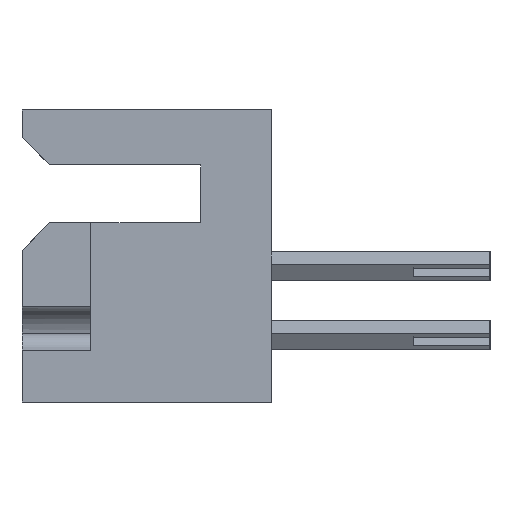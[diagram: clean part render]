
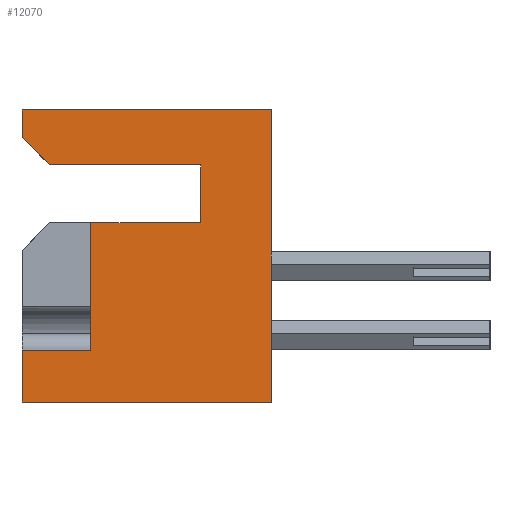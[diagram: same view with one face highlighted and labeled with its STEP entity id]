
A CAD part, left-side view. The second image highlights one B-rep face of the part: STEP entity #12070.
In plain terms, the highlighted planar face has unit normal (-1, 0, 0).
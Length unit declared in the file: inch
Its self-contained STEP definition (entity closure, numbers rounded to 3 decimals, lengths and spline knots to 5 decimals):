
#157 = LINE ( 'NONE', #7683, #3950 ) ;
#185 = CARTESIAN_POINT ( 'NONE',  ( 0., 0.453, -0.531 ) ) ;
#298 = EDGE_CURVE ( 'NONE', #10823, #3122, #14371, .T. ) ;
#447 = VECTOR ( 'NONE', #1011, 39.37008 ) ;
#585 = ORIENTED_EDGE ( 'NONE', *, *, #2852, .F. ) ;
#1011 = DIRECTION ( 'NONE',  ( 0., -0.707, -0.707 ) ) ;
#1038 = LINE ( 'NONE', #14912, #447 ) ;
#1257 = EDGE_CURVE ( 'NONE', #6778, #8420, #13371, .T. ) ;
#1464 = ORIENTED_EDGE ( 'NONE', *, *, #9131, .F. ) ;
#1747 = LINE ( 'NONE', #6540, #11431 ) ;
#1796 = VERTEX_POINT ( 'NONE', #4853 ) ;
#1862 = LINE ( 'NONE', #11428, #5040 ) ;
#2104 = CARTESIAN_POINT ( 'NONE',  ( 0., 0., 0. ) ) ;
#2768 = DIRECTION ( 'NONE',  ( 0., -1., 0. ) ) ;
#2769 = DIRECTION ( 'NONE',  ( 0., 1., 0. ) ) ;
#2852 = EDGE_CURVE ( 'NONE', #6778, #1796, #13883, .T. ) ;
#3122 = VERTEX_POINT ( 'NONE', #3712 ) ;
#3137 = VERTEX_POINT ( 'NONE', #3871 ) ;
#3405 = VECTOR ( 'NONE', #11879, 39.37008 ) ;
#3712 = CARTESIAN_POINT ( 'NONE',  ( 0., 0.128, -0.1 ) ) ;
#3871 = CARTESIAN_POINT ( 'NONE',  ( 0., 0.453, -0.05 ) ) ;
#3950 = VECTOR ( 'NONE', #2768, 39.37008 ) ;
#3956 = PLANE ( 'NONE',  #5078 ) ;
#4035 = VERTEX_POINT ( 'NONE', #11213 ) ;
#4076 = ORIENTED_EDGE ( 'NONE', *, *, #5855, .T. ) ;
#4354 = CARTESIAN_POINT ( 'NONE',  ( 0., 0.453, -0.531 ) ) ;
#4666 = DIRECTION ( 'NONE',  ( 0., 0., 1. ) ) ;
#4853 = CARTESIAN_POINT ( 'NONE',  ( 0., 0.453, -0.437 ) ) ;
#5040 = VECTOR ( 'NONE', #2769, 39.37008 ) ;
#5078 = AXIS2_PLACEMENT_3D ( 'NONE', #10274, #6547, #11556 ) ;
#5151 = CARTESIAN_POINT ( 'NONE',  ( 0., 0.128, -0.205 ) ) ;
#5227 = ORIENTED_EDGE ( 'NONE', *, *, #6385, .F. ) ;
#5294 = VECTOR ( 'NONE', #15176, 39.37008 ) ;
#5295 = VECTOR ( 'NONE', #12663, 39.37008 ) ;
#5388 = DIRECTION ( 'NONE',  ( 0., 1., 0. ) ) ;
#5855 = EDGE_CURVE ( 'NONE', #10823, #7800, #12620, .T. ) ;
#5993 = ORIENTED_EDGE ( 'NONE', *, *, #16246, .T. ) ;
#6286 = VECTOR ( 'NONE', #4666, 39.37008 ) ;
#6385 = EDGE_CURVE ( 'NONE', #4035, #7800, #16318, .T. ) ;
#6540 = CARTESIAN_POINT ( 'NONE',  ( 0., 0.453, 0. ) ) ;
#6547 = DIRECTION ( 'NONE',  ( 1., 0., 0. ) ) ;
#6778 = VERTEX_POINT ( 'NONE', #185 ) ;
#7557 = EDGE_CURVE ( 'NONE', #3137, #11759, #1038, .T. ) ;
#7683 = CARTESIAN_POINT ( 'NONE',  ( 0., 0.453, 0. ) ) ;
#7800 = VERTEX_POINT ( 'NONE', #11796 ) ;
#7905 = ORIENTED_EDGE ( 'NONE', *, *, #298, .F. ) ;
#8420 = VERTEX_POINT ( 'NONE', #8851 ) ;
#8851 = CARTESIAN_POINT ( 'NONE',  ( 0., 0., -0.531 ) ) ;
#9054 = CARTESIAN_POINT ( 'NONE',  ( 0., 0.328, -0.437 ) ) ;
#9131 = EDGE_CURVE ( 'NONE', #3122, #11759, #1862, .T. ) ;
#9157 = ORIENTED_EDGE ( 'NONE', *, *, #10271, .T. ) ;
#9557 = VECTOR ( 'NONE', #12010, 39.37008 ) ;
#9575 = VECTOR ( 'NONE', #13345, 39.37008 ) ;
#9729 = ORIENTED_EDGE ( 'NONE', *, *, #12705, .F. ) ;
#10271 = EDGE_CURVE ( 'NONE', #4035, #1796, #10301, .T. ) ;
#10274 = CARTESIAN_POINT ( 'NONE',  ( 0., 0.453, 0. ) ) ;
#10301 = LINE ( 'NONE', #9054, #12734 ) ;
#10823 = VERTEX_POINT ( 'NONE', #5151 ) ;
#11213 = CARTESIAN_POINT ( 'NONE',  ( 0., 0.328, -0.437 ) ) ;
#11299 = VERTEX_POINT ( 'NONE', #14745 ) ;
#11338 = CARTESIAN_POINT ( 'NONE',  ( 0., 0.128, -0.1 ) ) ;
#11341 = CARTESIAN_POINT ( 'NONE',  ( 0., 0.128, -0.205 ) ) ;
#11428 = CARTESIAN_POINT ( 'NONE',  ( 0., 0.128, -0.1 ) ) ;
#11431 = VECTOR ( 'NONE', #15375, 39.37008 ) ;
#11495 = ORIENTED_EDGE ( 'NONE', *, *, #1257, .T. ) ;
#11556 = DIRECTION ( 'NONE',  ( 0., 0., -1. ) ) ;
#11734 = ORIENTED_EDGE ( 'NONE', *, *, #15005, .F. ) ;
#11759 = VERTEX_POINT ( 'NONE', #13163 ) ;
#11796 = CARTESIAN_POINT ( 'NONE',  ( 0., 0.328, -0.205 ) ) ;
#11879 = DIRECTION ( 'NONE',  ( 0., 0., 1. ) ) ;
#11930 = CARTESIAN_POINT ( 'NONE',  ( 0., 0.453, 0. ) ) ;
#12010 = DIRECTION ( 'NONE',  ( 0., -1., 0. ) ) ;
#12070 = ADVANCED_FACE ( 'NONE', ( #12918 ), #3956, .F. ) ;
#12558 = VERTEX_POINT ( 'NONE', #16072 ) ;
#12620 = LINE ( 'NONE', #11341, #5294 ) ;
#12663 = DIRECTION ( 'NONE',  ( 0., 0., 1. ) ) ;
#12705 = EDGE_CURVE ( 'NONE', #11299, #12558, #157, .T. ) ;
#12734 = VECTOR ( 'NONE', #5388, 39.37008 ) ;
#12918 = FACE_OUTER_BOUND ( 'NONE', #13493, .T. ) ;
#13163 = CARTESIAN_POINT ( 'NONE',  ( 0., 0.403, -0.1 ) ) ;
#13345 = DIRECTION ( 'NONE',  ( 0., 0., 1. ) ) ;
#13371 = LINE ( 'NONE', #4354, #9557 ) ;
#13493 = EDGE_LOOP ( 'NONE', ( #9157, #585, #11495, #5993, #9729, #11734, #13703, #1464, #7905, #4076, #5227 ) ) ;
#13703 = ORIENTED_EDGE ( 'NONE', *, *, #7557, .T. ) ;
#13883 = LINE ( 'NONE', #11930, #3405 ) ;
#14371 = LINE ( 'NONE', #11338, #5295 ) ;
#14439 = CARTESIAN_POINT ( 'NONE',  ( 0., 0.328, -0.205 ) ) ;
#14745 = CARTESIAN_POINT ( 'NONE',  ( 0., 0.453, 0. ) ) ;
#14912 = CARTESIAN_POINT ( 'NONE',  ( 0., 0.403, -0.1 ) ) ;
#15005 = EDGE_CURVE ( 'NONE', #3137, #11299, #1747, .T. ) ;
#15176 = DIRECTION ( 'NONE',  ( 0., 1., 0. ) ) ;
#15375 = DIRECTION ( 'NONE',  ( 0., 0., 1. ) ) ;
#16072 = CARTESIAN_POINT ( 'NONE',  ( 0., 0., 0. ) ) ;
#16246 = EDGE_CURVE ( 'NONE', #8420, #12558, #16335, .T. ) ;
#16318 = LINE ( 'NONE', #14439, #9575 ) ;
#16335 = LINE ( 'NONE', #2104, #6286 ) ;
